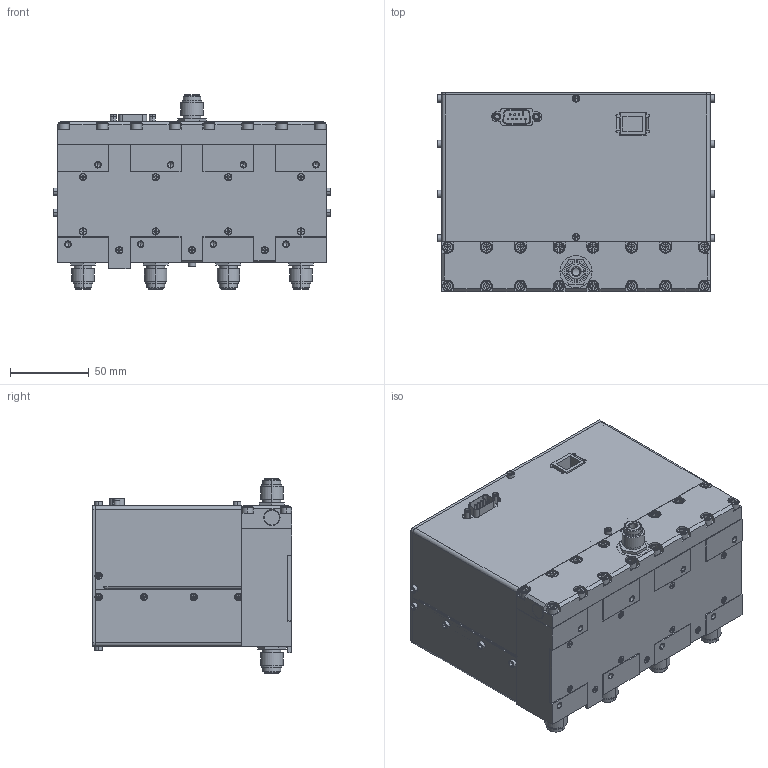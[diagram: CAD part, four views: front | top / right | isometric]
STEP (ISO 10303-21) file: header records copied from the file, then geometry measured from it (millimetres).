
FILE_DESCRIPTION((''),'2;1');
FILE_NAME('1024506_RS485_ASM','2009-12-15T',('CockrofM'),('MKS Instruments, Inc.'),'PRO/ENGINEER BY PARAMETRIC TECHNOLOGY CORPORATION, 2009060','PRO/ENGINEER BY PARAMETRIC TECHNOLOGY CORPORATION, 2009060','');
FILE_SCHEMA(('CONFIG_CONTROL_DESIGN'));
Length unit declared in the file: inch
Products named in the file (26): 1024335_FLANGE_INLET; 1024336_PIN; 1024335_WITH_PIN_ASM; 1016457_GASKET; 1024339-002_RS485; 1024345_PLATE_TOP; 133962_LENS; 138579_LIGHT-PIPE_ALTERED; 1024346_TOP_PLATE_ASSY_ASM; 160-0179; 1020176_9-PIN_CONN; 1024494-002_ASSY_VIEW_ASM; 1024342_REAR_ENCLOSURE; 114132-P34; 133140_4VCR_FITTING; 1032458_FLOWBODY; 1032829_ASSY_VIEW_ASM; 1024522_FILLER_PLATE_BOTTOM; 160-6552; 160-3760; 138497_BRACKET_ENCLOSURES; 134100-P1_LABEL-POSITION4; 119643-P5; 128530_FERRULE; 114-9989_CONN_RJ45; 1024506_RS485_ASM
Assembly tree (77 placements, depth 4):
  1024506_RS485_ASM
    1024335_WITH_PIN_ASM
      1024335_FLANGE_INLET
      1024336_PIN  x2
    1016457_GASKET  x4
    1024339-002_RS485
    1024494-002_ASSY_VIEW_ASM
      1024346_TOP_PLATE_ASSY_ASM
        1024345_PLATE_TOP
        133962_LENS
        138579_LIGHT-PIPE_ALTERED  x2
      160-0179  x4
      1020176_9-PIN_CONN
    1024342_REAR_ENCLOSURE
    114132-P34  x16
    133140_4VCR_FITTING
    1032829_ASSY_VIEW_ASM  x4
      1032458_FLOWBODY
      133140_4VCR_FITTING
    1024522_FILLER_PLATE_BOTTOM
    160-6552  x14
    160-3760  x11
    138497_BRACKET_ENCLOSURES  x2
    134100-P1_LABEL-POSITION4
    119643-P5
    128530_FERRULE  x2
    114-9989_CONN_RJ45
Bounding box: 176.63 x 127 x 123.85 mm (x, y, z)
Volume: 448729.1 mm3; surface area: 285063.6 mm2
Topology: 76 solids, 161 shells, 3966 faces, 9827 edges, 5816 vertices
Faces by surface type: plane 1518, cylinder 1264, bspline 644, cone 420, torus 108, sphere 12
Entity records: 58532 total; most frequent: CARTESIAN_POINT 11970, DIRECTION 9641, ORIENTED_EDGE 9284, EDGE_CURVE 4716, VECTOR 3267, LINE 3267, AXIS2_PLACEMENT_3D 3187, VERTEX_POINT 3117
